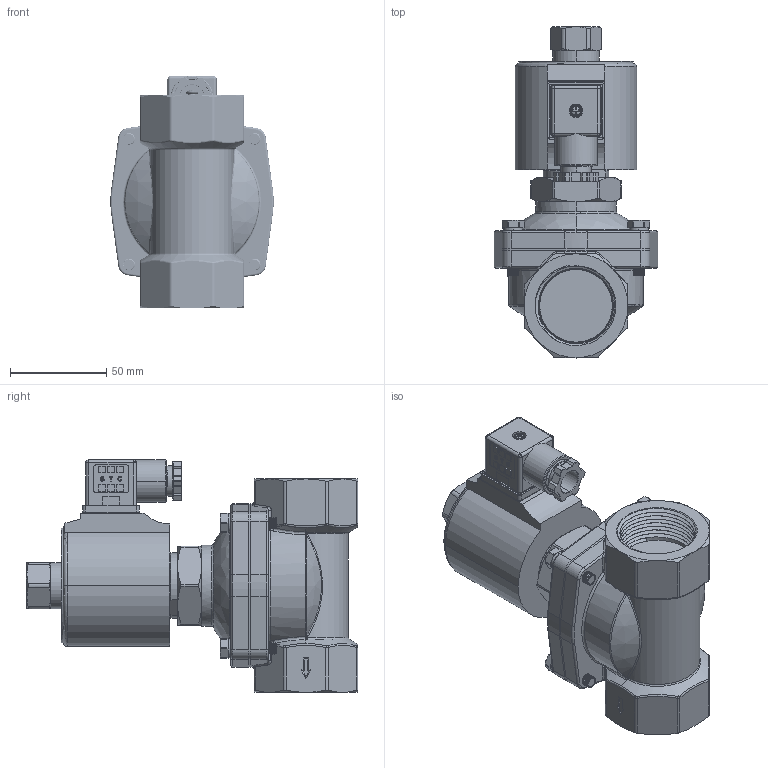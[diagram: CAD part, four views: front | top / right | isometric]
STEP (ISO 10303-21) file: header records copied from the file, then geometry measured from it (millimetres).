
FILE_DESCRIPTION (( 'STEP AP214' ), '1' );
FILE_NAME ('2WO350-1-1-4.STEP', '2018-11-08T19:50:28', ( '' ), ( '' ), 'SwSTEP 2.0', 'SolidWorks 2016', '' );
FILE_SCHEMA (( 'AUTOMOTIVE_DESIGN' ));
Length unit declared in the file: millimetre
Products named in the file (1): 2WO350-1-1-4
Bounding box: 84.91 x 172.5 x 121.03 mm (x, y, z)
Volume: 577990.9 mm3; surface area: 136902.8 mm2
Topology: 24 solids, 24 shells, 1795 faces, 4914 edges, 3208 vertices
Faces by surface type: cylinder 766, plane 663, cone 143, bspline 142, torus 46, sphere 35
Entity records: 142214 total; most frequent: CARTESIAN_POINT 80679, ORIENTED_EDGE 9804, DIRECTION 7181, EDGE_CURVE 4902, VERTEX_POINT 3208, AXIS2_PLACEMENT_3D 2411, LINE 2359, VECTOR 2359
